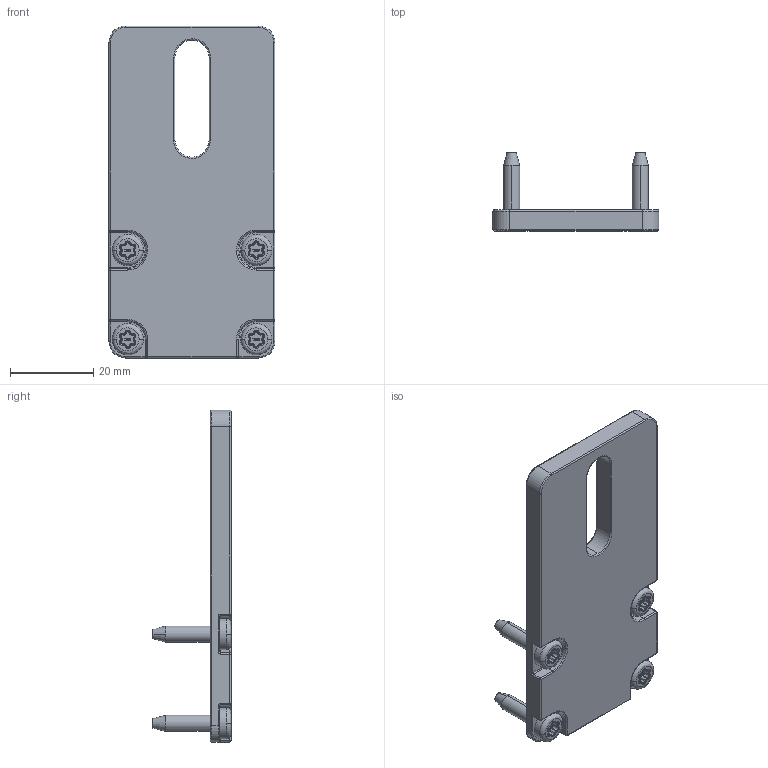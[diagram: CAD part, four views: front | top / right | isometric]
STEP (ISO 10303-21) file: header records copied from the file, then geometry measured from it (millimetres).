
FILE_DESCRIPTION (( 'STEP AP203' ), '1' );
FILE_NAME ('801003_c_1.STEP', '2022-10-11T15:28:20', ( '' ), ( '' ), 'SwSTEP 2.0', 'SolidWorks 2014', '' );
FILE_SCHEMA (( 'CONFIG_CONTROL_DESIGN' ));
Length unit declared in the file: millimetre
Products named in the file (1): 801003_c_1
Bounding box: 40 x 18.8 x 80 mm (x, y, z)
Volume: 14989.3 mm3; surface area: 8605.1 mm2
Topology: 1 solids, 1 shells, 763 faces, 1907 edges, 1174 vertices
Faces by surface type: bspline 340, cylinder 243, plane 172, cone 8
Entity records: 32114 total; most frequent: CARTESIAN_POINT 15619, ORIENTED_EDGE 3798, DIRECTION 2933, EDGE_CURVE 1899, VERTEX_POINT 1174, AXIS2_PLACEMENT_3D 1074, EDGE_LOOP 801, VECTOR 785
